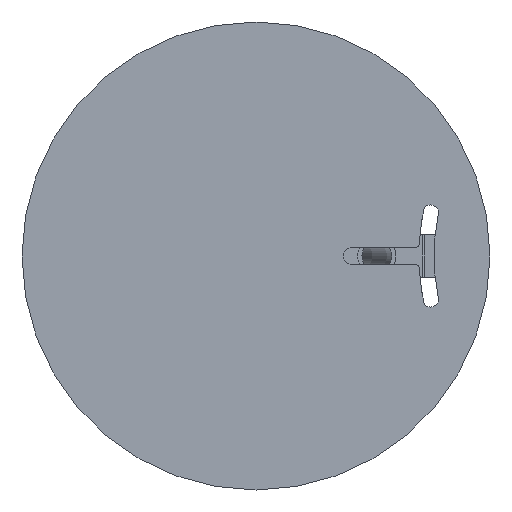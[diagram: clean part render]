
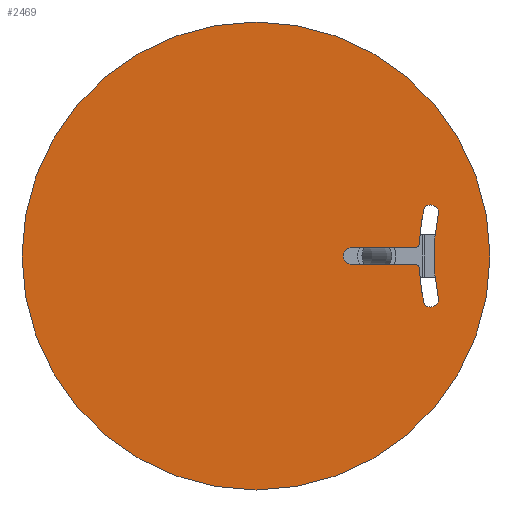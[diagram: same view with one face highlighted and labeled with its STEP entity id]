
A CAD part, front view. The second image highlights one B-rep face of the part: STEP entity #2469.
In plain terms, the highlighted planar face has unit normal (0, -1, 0).
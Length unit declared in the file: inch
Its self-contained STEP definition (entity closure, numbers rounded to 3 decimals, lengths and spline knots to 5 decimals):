
#22=FACE_BOUND('',#283,.T.);
#50=PLANE('',#2660);
#143=FACE_OUTER_BOUND('',#282,.T.);
#282=EDGE_LOOP('',(#1716,#1717));
#283=EDGE_LOOP('',(#1718,#1719,#1720,#1721,#1722,#1723,#1724,#1725,#1726,
#1727));
#501=CIRCLE('',#2661,4.33071);
#502=CIRCLE('',#2662,4.33071);
#503=CIRCLE('',#2663,0.07874);
#504=CIRCLE('',#2664,4.21208);
#505=CIRCLE('',#2665,0.15748);
#506=CIRCLE('',#2666,3.93701);
#507=CIRCLE('',#2667,0.15748);
#508=CIRCLE('',#2668,4.21208);
#509=CIRCLE('',#2669,0.07874);
#510=CIRCLE('',#2670,0.15748);
#658=LINE('',#5937,#816);
#663=LINE('',#5964,#821);
#816=VECTOR('',#3042,39.37008);
#821=VECTOR('',#3067,39.37008);
#1030=VERTEX_POINT('',#5935);
#1031=VERTEX_POINT('',#5936);
#1034=VERTEX_POINT('',#5945);
#1035=VERTEX_POINT('',#5946);
#1036=VERTEX_POINT('',#5949);
#1037=VERTEX_POINT('',#5951);
#1038=VERTEX_POINT('',#5953);
#1039=VERTEX_POINT('',#5955);
#1040=VERTEX_POINT('',#5957);
#1041=VERTEX_POINT('',#5959);
#1042=VERTEX_POINT('',#5961);
#1043=VERTEX_POINT('',#5963);
#1304=EDGE_CURVE('',#1030,#1031,#658,.T.);
#1309=EDGE_CURVE('',#1034,#1035,#501,.T.);
#1310=EDGE_CURVE('',#1035,#1034,#502,.T.);
#1311=EDGE_CURVE('',#1031,#1036,#503,.T.);
#1312=EDGE_CURVE('',#1036,#1037,#504,.T.);
#1313=EDGE_CURVE('',#1037,#1038,#505,.T.);
#1314=EDGE_CURVE('',#1038,#1039,#506,.T.);
#1315=EDGE_CURVE('',#1039,#1040,#507,.T.);
#1316=EDGE_CURVE('',#1040,#1041,#508,.T.);
#1317=EDGE_CURVE('',#1041,#1042,#509,.T.);
#1318=EDGE_CURVE('',#1042,#1043,#663,.T.);
#1319=EDGE_CURVE('',#1043,#1030,#510,.T.);
#1716=ORIENTED_EDGE('',*,*,#1309,.F.);
#1717=ORIENTED_EDGE('',*,*,#1310,.F.);
#1718=ORIENTED_EDGE('',*,*,#1304,.T.);
#1719=ORIENTED_EDGE('',*,*,#1311,.T.);
#1720=ORIENTED_EDGE('',*,*,#1312,.T.);
#1721=ORIENTED_EDGE('',*,*,#1313,.T.);
#1722=ORIENTED_EDGE('',*,*,#1314,.T.);
#1723=ORIENTED_EDGE('',*,*,#1315,.T.);
#1724=ORIENTED_EDGE('',*,*,#1316,.T.);
#1725=ORIENTED_EDGE('',*,*,#1317,.T.);
#1726=ORIENTED_EDGE('',*,*,#1318,.T.);
#1727=ORIENTED_EDGE('',*,*,#1319,.T.);
#2469=ADVANCED_FACE('',(#143,#22),#50,.F.);
#2660=AXIS2_PLACEMENT_3D('',#5944,#3047,#3048);
#2661=AXIS2_PLACEMENT_3D('',#5947,#3049,#3050);
#2662=AXIS2_PLACEMENT_3D('',#5948,#3051,#3052);
#2663=AXIS2_PLACEMENT_3D('',#5950,#3053,#3054);
#2664=AXIS2_PLACEMENT_3D('',#5952,#3055,#3056);
#2665=AXIS2_PLACEMENT_3D('',#5954,#3057,#3058);
#2666=AXIS2_PLACEMENT_3D('',#5956,#3059,#3060);
#2667=AXIS2_PLACEMENT_3D('',#5958,#3061,#3062);
#2668=AXIS2_PLACEMENT_3D('',#5960,#3063,#3064);
#2669=AXIS2_PLACEMENT_3D('',#5962,#3065,#3066);
#2670=AXIS2_PLACEMENT_3D('',#5965,#3068,#3069);
#3042=DIRECTION('',(1.,0.,0.));
#3047=DIRECTION('center_axis',(0.,1.,0.));
#3048=DIRECTION('ref_axis',(0.,0.,-1.));
#3049=DIRECTION('center_axis',(0.,1.,0.));
#3050=DIRECTION('ref_axis',(0.,0.,-1.));
#3051=DIRECTION('center_axis',(0.,1.,0.));
#3052=DIRECTION('ref_axis',(0.,0.,-1.));
#3053=DIRECTION('center_axis',(0.,-1.,0.));
#3054=DIRECTION('ref_axis',(0.,0.,-1.));
#3055=DIRECTION('center_axis',(0.,1.,0.));
#3056=DIRECTION('ref_axis',(0.,0.,-1.));
#3057=DIRECTION('center_axis',(0.,1.,0.));
#3058=DIRECTION('ref_axis',(0.,0.,-1.));
#3059=DIRECTION('center_axis',(0.,-1.,0.));
#3060=DIRECTION('ref_axis',(0.,0.,-1.));
#3061=DIRECTION('center_axis',(0.,1.,0.));
#3062=DIRECTION('ref_axis',(0.,0.,-1.));
#3063=DIRECTION('center_axis',(0.,1.,0.));
#3064=DIRECTION('ref_axis',(0.,0.,-1.));
#3065=DIRECTION('center_axis',(0.,-1.,0.));
#3066=DIRECTION('ref_axis',(0.,0.,-1.));
#3067=DIRECTION('',(-1.,0.,0.));
#3068=DIRECTION('center_axis',(0.,1.,0.));
#3069=DIRECTION('ref_axis',(0.,0.,-1.));
#5935=CARTESIAN_POINT('',(2.07058,-1.33831,4.68456));
#5936=CARTESIAN_POINT('',(3.24395,-1.33831,4.68456));
#5937=CARTESIAN_POINT('',(0.29892,-1.33831,4.68456));
#5944=CARTESIAN_POINT('Origin',(0.29892,-1.33831,4.52708));
#5945=CARTESIAN_POINT('',(0.29892,-1.33831,8.85779));
#5946=CARTESIAN_POINT('',(0.29892,-1.33831,0.19638));
#5947=CARTESIAN_POINT('Origin',(0.29892,-1.33831,4.52708));
#5948=CARTESIAN_POINT('Origin',(0.29892,-1.33831,4.52708));
#5949=CARTESIAN_POINT('',(3.32257,-1.33831,4.75897));
#5950=CARTESIAN_POINT('Origin',(3.24395,-1.33831,4.7633));
#5951=CARTESIAN_POINT('',(3.41299,-1.33831,5.42494));
#5952=CARTESIAN_POINT('Origin',(7.52826,-1.33831,4.52708));
#5953=CARTESIAN_POINT('',(3.67843,-1.33831,5.35099));
#5954=CARTESIAN_POINT('Origin',(3.52524,-1.33831,5.31449));
#5955=CARTESIAN_POINT('',(3.67843,-1.33831,3.70318));
#5956=CARTESIAN_POINT('Origin',(7.52826,-1.33831,4.52708));
#5957=CARTESIAN_POINT('',(3.41299,-1.33831,3.62923));
#5958=CARTESIAN_POINT('Origin',(3.52524,-1.33831,3.73968));
#5959=CARTESIAN_POINT('',(3.32257,-1.33831,4.2952));
#5960=CARTESIAN_POINT('Origin',(7.52826,-1.33831,4.52708));
#5961=CARTESIAN_POINT('',(3.24395,-1.33831,4.3696));
#5962=CARTESIAN_POINT('Origin',(3.24395,-1.33831,4.29086));
#5963=CARTESIAN_POINT('',(2.07058,-1.33831,4.3696));
#5964=CARTESIAN_POINT('',(0.29892,-1.33831,4.3696));
#5965=CARTESIAN_POINT('Origin',(2.07058,-1.33831,4.52708));
